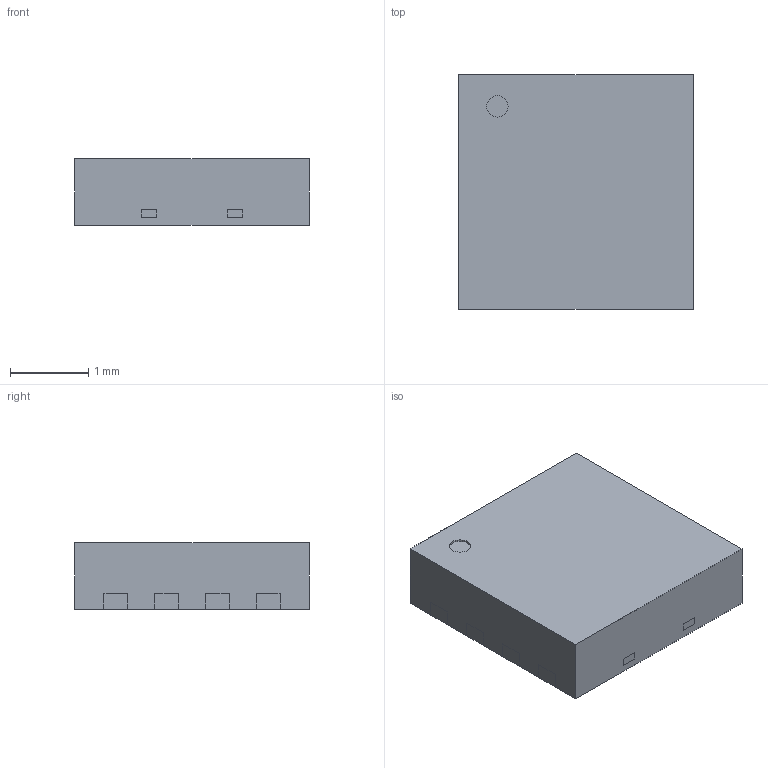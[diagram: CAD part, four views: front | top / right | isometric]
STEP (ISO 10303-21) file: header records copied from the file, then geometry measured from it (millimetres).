
FILE_DESCRIPTION (( 'STEP AP214' ), '1' );
FILE_NAME ('MP9943AGQ.STEP', '2023-06-28T06:27:41', ( '' ), ( '' ), 'SwSTEP 2.0', 'SolidWorks 2017', '' );
FILE_SCHEMA (( 'AUTOMOTIVE_DESIGN' ));
Length unit declared in the file: millimetre
Products named in the file (1): MP9943AGQ
Bounding box: 3 x 3 x 0.85 mm (x, y, z)
Volume: 7.6 mm3; surface area: 50.4 mm2
Topology: 9 solids, 9 shells, 419 faces, 1148 edges, 744 vertices
Faces by surface type: plane 309, cylinder 110
Entity records: 13426 total; most frequent: CARTESIAN_POINT 2312, ORIENTED_EDGE 2296, DIRECTION 2272, EDGE_CURVE 1148, LINE 864, VECTOR 864, VERTEX_POINT 744, AXIS2_PLACEMENT_3D 704
